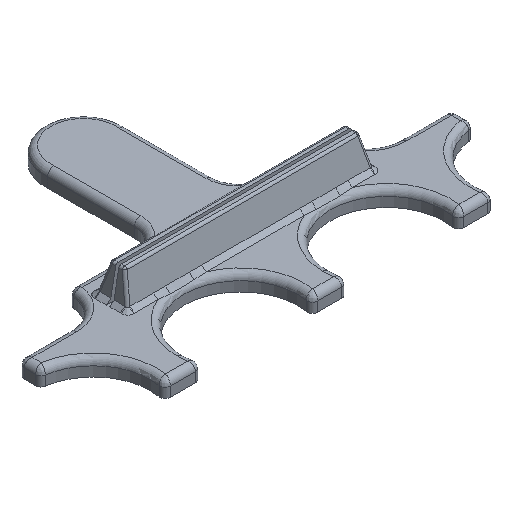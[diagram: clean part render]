
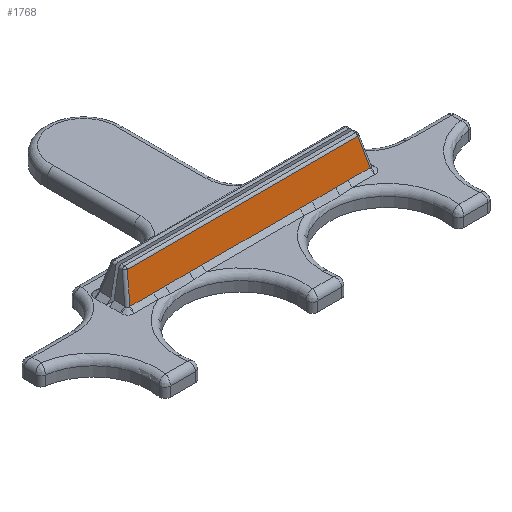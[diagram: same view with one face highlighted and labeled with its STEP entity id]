
A CAD part, isometric view. The second image highlights one B-rep face of the part: STEP entity #1768.
In plain terms, the highlighted planar face has unit normal (0, -0.961, 0.276).
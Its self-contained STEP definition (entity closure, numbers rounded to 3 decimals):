
#58=B_SPLINE_CURVE_WITH_KNOTS('',3,(#2571,#2572,#2573,#2574),
 .UNSPECIFIED.,.F.,.F.,(4,4),(5.596,6.065),
 .UNSPECIFIED.);
#59=B_SPLINE_CURVE_WITH_KNOTS('',3,(#2576,#2577,#2578,#2579,#2580,#2581,
#2582,#2583,#2584,#2585,#2586,#2587,#2588),.UNSPECIFIED.,.F.,.F.,(4,1,1,
1,1,1,1,1,1,1,4),(-5.971,-5.91,-5.849,
-5.727,-5.604,-5.482,-5.36,
-5.299,-5.238,-5.176,-5.115),
 .UNSPECIFIED.);
#60=B_SPLINE_CURVE_WITH_KNOTS('',3,(#2590,#2591,#2592,#2593),
 .UNSPECIFIED.,.F.,.F.,(4,4),(4.214,4.683),
 .UNSPECIFIED.);
#61=B_SPLINE_CURVE_WITH_KNOTS('',3,(#2597,#2598,#2599,#2600),
 .UNSPECIFIED.,.F.,.F.,(4,4),(-0.004,0.465),
 .UNSPECIFIED.);
#62=B_SPLINE_CURVE_WITH_KNOTS('',3,(#2602,#2603,#2604,#2605,#2606,#2607,
#2608,#2609,#2610,#2611,#2612,#2613,#2614),.UNSPECIFIED.,.F.,.F.,(4,1,1,
1,1,1,1,1,1,1,4),(-5.971,-5.91,-5.849,
-5.727,-5.604,-5.482,-5.36,
-5.299,-5.238,-5.176,-5.115),
 .UNSPECIFIED.);
#63=B_SPLINE_CURVE_WITH_KNOTS('',3,(#2616,#2617,#2618,#2619),
 .UNSPECIFIED.,.F.,.F.,(4,4),(-1.386,-0.917),
 .UNSPECIFIED.);
#120=PLANE('',#1907);
#162=FACE_OUTER_BOUND('',#279,.T.);
#279=EDGE_LOOP('',(#1199,#1200,#1201,#1202,#1203,#1204,#1205,#1206,#1207,
#1208,#1209,#1210));
#393=LINE('',#2528,#530);
#399=LINE('',#2549,#536);
#400=LINE('',#2567,#537);
#401=LINE('',#2569,#538);
#402=LINE('',#2595,#539);
#403=LINE('',#2620,#540);
#530=VECTOR('',#2069,10.);
#536=VECTOR('',#2093,10.);
#537=VECTOR('',#2096,10.);
#538=VECTOR('',#2097,10.);
#539=VECTOR('',#2098,10.);
#540=VECTOR('',#2099,10.);
#741=VERTEX_POINT('',#2522);
#743=VERTEX_POINT('',#2526);
#749=VERTEX_POINT('',#2548);
#752=VERTEX_POINT('',#2566);
#753=VERTEX_POINT('',#2568);
#754=VERTEX_POINT('',#2570);
#755=VERTEX_POINT('',#2575);
#756=VERTEX_POINT('',#2589);
#757=VERTEX_POINT('',#2594);
#758=VERTEX_POINT('',#2596);
#759=VERTEX_POINT('',#2601);
#760=VERTEX_POINT('',#2615);
#904=EDGE_CURVE('',#743,#741,#393,.T.);
#914=EDGE_CURVE('',#741,#749,#399,.T.);
#918=EDGE_CURVE('',#752,#743,#400,.T.);
#919=EDGE_CURVE('',#753,#752,#401,.T.);
#920=EDGE_CURVE('',#754,#753,#58,.T.);
#921=EDGE_CURVE('',#755,#754,#59,.T.);
#922=EDGE_CURVE('',#756,#755,#60,.T.);
#923=EDGE_CURVE('',#757,#756,#402,.T.);
#924=EDGE_CURVE('',#758,#757,#61,.T.);
#925=EDGE_CURVE('',#759,#758,#62,.T.);
#926=EDGE_CURVE('',#760,#759,#63,.T.);
#927=EDGE_CURVE('',#749,#760,#403,.T.);
#1199=ORIENTED_EDGE('',*,*,#904,.F.);
#1200=ORIENTED_EDGE('',*,*,#918,.F.);
#1201=ORIENTED_EDGE('',*,*,#919,.F.);
#1202=ORIENTED_EDGE('',*,*,#920,.F.);
#1203=ORIENTED_EDGE('',*,*,#921,.F.);
#1204=ORIENTED_EDGE('',*,*,#922,.F.);
#1205=ORIENTED_EDGE('',*,*,#923,.F.);
#1206=ORIENTED_EDGE('',*,*,#924,.F.);
#1207=ORIENTED_EDGE('',*,*,#925,.F.);
#1208=ORIENTED_EDGE('',*,*,#926,.F.);
#1209=ORIENTED_EDGE('',*,*,#927,.F.);
#1210=ORIENTED_EDGE('',*,*,#914,.F.);
#1768=ADVANCED_FACE('',(#162),#120,.F.);
#1907=AXIS2_PLACEMENT_3D('',#2565,#2094,#2095);
#2069=DIRECTION('',(1.,0.,0.));
#2093=DIRECTION('',(0.175,-0.271,-0.947));
#2094=DIRECTION('center_axis',(0.,0.961,-0.275));
#2095=DIRECTION('ref_axis',(0.,0.275,0.961));
#2096=DIRECTION('',(0.175,0.271,0.947));
#2097=DIRECTION('',(-1.,0.,0.));
#2098=DIRECTION('',(-1.,0.,0.));
#2099=DIRECTION('',(-1.,0.,0.));
#2522=CARTESIAN_POINT('',(46.953,-16.744,17.475));
#2526=CARTESIAN_POINT('',(-41.382,-16.744,17.475));
#2528=CARTESIAN_POINT('',(26.393,-16.744,17.475));
#2548=CARTESIAN_POINT('',(48.786,-19.589,7.546));
#2549=CARTESIAN_POINT('',(48.774,-19.572,7.606));
#2565=CARTESIAN_POINT('Origin',(50.,-19.974,6.2));
#2566=CARTESIAN_POINT('',(-43.214,-19.589,7.546));
#2567=CARTESIAN_POINT('',(-42.052,-17.784,13.846));
#2568=CARTESIAN_POINT('',(-34.252,-19.589,7.546));
#2569=CARTESIAN_POINT('',(26.393,-19.589,7.546));
#2570=CARTESIAN_POINT('',(-29.567,-19.589,7.546));
#2571=CARTESIAN_POINT('Ctrl Pts',(-29.567,-19.589,7.546));
#2572=CARTESIAN_POINT('Ctrl Pts',(-31.129,-19.589,7.546));
#2573=CARTESIAN_POINT('Ctrl Pts',(-32.691,-19.589,7.546));
#2574=CARTESIAN_POINT('Ctrl Pts',(-34.252,-19.589,7.546));
#2575=CARTESIAN_POINT('',(-20.437,-19.589,7.546));
#2576=CARTESIAN_POINT('Ctrl Pts',(-20.437,-19.589,7.546));
#2577=CARTESIAN_POINT('Ctrl Pts',(-20.645,-19.589,7.546));
#2578=CARTESIAN_POINT('Ctrl Pts',(-21.112,-19.589,7.544));
#2579=CARTESIAN_POINT('Ctrl Pts',(-21.98,-19.592,7.535));
#2580=CARTESIAN_POINT('Ctrl Pts',(-23.03,-19.597,7.519));
#2581=CARTESIAN_POINT('Ctrl Pts',(-24.411,-19.6,7.505));
#2582=CARTESIAN_POINT('Ctrl Pts',(-25.596,-19.6,7.505));
#2583=CARTESIAN_POINT('Ctrl Pts',(-26.728,-19.597,7.516));
#2584=CARTESIAN_POINT('Ctrl Pts',(-27.617,-19.594,7.529));
#2585=CARTESIAN_POINT('Ctrl Pts',(-28.234,-19.591,7.537));
#2586=CARTESIAN_POINT('Ctrl Pts',(-28.898,-19.589,7.544));
#2587=CARTESIAN_POINT('Ctrl Pts',(-29.359,-19.589,7.546));
#2588=CARTESIAN_POINT('Ctrl Pts',(-29.567,-19.589,7.546));
#2589=CARTESIAN_POINT('',(-15.752,-19.589,7.546));
#2590=CARTESIAN_POINT('Ctrl Pts',(-15.752,-19.589,7.546));
#2591=CARTESIAN_POINT('Ctrl Pts',(-17.313,-19.589,7.546));
#2592=CARTESIAN_POINT('Ctrl Pts',(-18.875,-19.589,7.546));
#2593=CARTESIAN_POINT('Ctrl Pts',(-20.437,-19.589,7.546));
#2594=CARTESIAN_POINT('',(21.748,-19.589,7.546));
#2595=CARTESIAN_POINT('',(26.393,-19.589,7.546));
#2596=CARTESIAN_POINT('',(26.433,-19.589,7.546));
#2597=CARTESIAN_POINT('Ctrl Pts',(26.433,-19.589,7.546));
#2598=CARTESIAN_POINT('Ctrl Pts',(24.871,-19.589,7.546));
#2599=CARTESIAN_POINT('Ctrl Pts',(23.309,-19.589,7.546));
#2600=CARTESIAN_POINT('Ctrl Pts',(21.748,-19.589,7.546));
#2601=CARTESIAN_POINT('',(35.563,-19.589,7.546));
#2602=CARTESIAN_POINT('Ctrl Pts',(35.563,-19.589,7.546));
#2603=CARTESIAN_POINT('Ctrl Pts',(35.355,-19.589,7.546));
#2604=CARTESIAN_POINT('Ctrl Pts',(34.888,-19.589,7.544));
#2605=CARTESIAN_POINT('Ctrl Pts',(34.02,-19.592,7.535));
#2606=CARTESIAN_POINT('Ctrl Pts',(32.97,-19.597,7.519));
#2607=CARTESIAN_POINT('Ctrl Pts',(31.589,-19.6,7.505));
#2608=CARTESIAN_POINT('Ctrl Pts',(30.404,-19.6,7.505));
#2609=CARTESIAN_POINT('Ctrl Pts',(29.272,-19.597,7.516));
#2610=CARTESIAN_POINT('Ctrl Pts',(28.383,-19.594,7.529));
#2611=CARTESIAN_POINT('Ctrl Pts',(27.766,-19.591,7.537));
#2612=CARTESIAN_POINT('Ctrl Pts',(27.102,-19.589,7.544));
#2613=CARTESIAN_POINT('Ctrl Pts',(26.641,-19.589,7.546));
#2614=CARTESIAN_POINT('Ctrl Pts',(26.433,-19.589,7.546));
#2615=CARTESIAN_POINT('',(40.248,-19.589,7.546));
#2616=CARTESIAN_POINT('Ctrl Pts',(40.248,-19.589,7.546));
#2617=CARTESIAN_POINT('Ctrl Pts',(38.687,-19.589,7.546));
#2618=CARTESIAN_POINT('Ctrl Pts',(37.125,-19.589,7.546));
#2619=CARTESIAN_POINT('Ctrl Pts',(35.563,-19.589,7.546));
#2620=CARTESIAN_POINT('',(26.393,-19.589,7.546));
